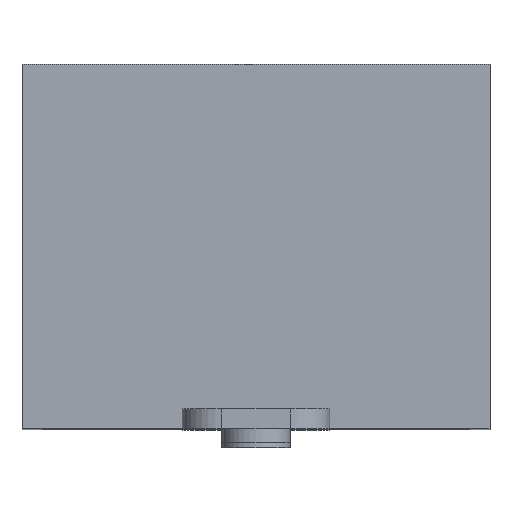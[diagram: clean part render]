
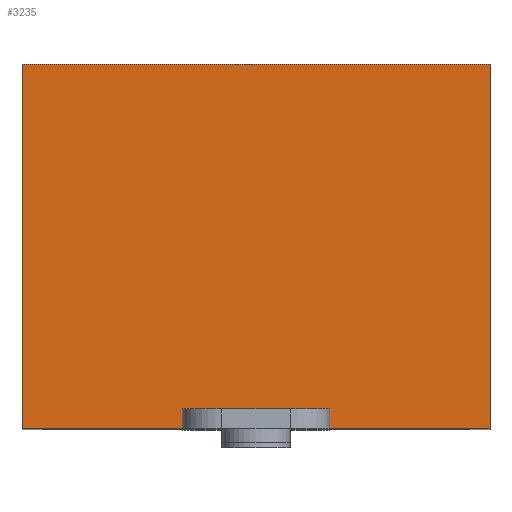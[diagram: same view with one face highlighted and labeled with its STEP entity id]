
A CAD part, top view. The second image highlights one B-rep face of the part: STEP entity #3235.
In plain terms, the highlighted planar face has unit normal (0, 0, 1).
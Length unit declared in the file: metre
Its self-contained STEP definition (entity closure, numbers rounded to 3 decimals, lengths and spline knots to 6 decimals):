
#18=LINE('',#4386,#460);
#276=LINE('',#4903,#718);
#302=LINE('',#4952,#744);
#304=LINE('',#4956,#746);
#305=LINE('',#4959,#747);
#306=LINE('',#4961,#748);
#307=LINE('',#4963,#749);
#308=LINE('',#4964,#750);
#460=VECTOR('',#3591,1.);
#718=VECTOR('',#3853,1.);
#744=VECTOR('',#3889,1.);
#746=VECTOR('',#3893,1.);
#747=VECTOR('',#3894,1.);
#748=VECTOR('',#3895,1.);
#749=VECTOR('',#3896,1.);
#750=VECTOR('',#3897,1.);
#908=PLANE('',#3411);
#1351=ORIENTED_EDGE('',*,*,#2261,.F.);
#1352=ORIENTED_EDGE('',*,*,#2262,.F.);
#1353=ORIENTED_EDGE('',*,*,#2263,.T.);
#1354=ORIENTED_EDGE('',*,*,#2264,.F.);
#1355=ORIENTED_EDGE('',*,*,#2259,.F.);
#1356=ORIENTED_EDGE('',*,*,#1975,.T.);
#1357=ORIENTED_EDGE('',*,*,#2233,.T.);
#1358=ORIENTED_EDGE('',*,*,#2265,.F.);
#1975=EDGE_CURVE('',#2436,#2435,#18,.T.);
#2233=EDGE_CURVE('',#2435,#2692,#276,.T.);
#2259=EDGE_CURVE('',#2436,#2711,#302,.T.);
#2261=EDGE_CURVE('',#2712,#2713,#304,.T.);
#2262=EDGE_CURVE('',#2714,#2712,#305,.T.);
#2263=EDGE_CURVE('',#2714,#2715,#306,.T.);
#2264=EDGE_CURVE('',#2711,#2715,#307,.T.);
#2265=EDGE_CURVE('',#2713,#2692,#308,.T.);
#2435=VERTEX_POINT('',#4385);
#2436=VERTEX_POINT('',#4387);
#2692=VERTEX_POINT('',#4902);
#2711=VERTEX_POINT('',#4953);
#2712=VERTEX_POINT('',#4957);
#2713=VERTEX_POINT('',#4958);
#2714=VERTEX_POINT('',#4960);
#2715=VERTEX_POINT('',#4962);
#2829=EDGE_LOOP('',(#1351,#1352,#1353,#1354,#1355,#1356,#1357,#1358));
#3059=FACE_BOUND('',#2829,.T.);
#3235=ADVANCED_FACE('',(#3059),#908,.T.);
#3411=AXIS2_PLACEMENT_3D('',#4955,#3891,#3892);
#3591=DIRECTION('',(-1.,0.,0.));
#3853=DIRECTION('',(0.,-1.,0.));
#3889=DIRECTION('',(0.,-1.,0.));
#3891=DIRECTION('',(0.,0.,1.));
#3892=DIRECTION('',(1.,0.,0.));
#3893=DIRECTION('',(0.,-1.,0.));
#3894=DIRECTION('',(-1.,0.,0.));
#3895=DIRECTION('',(0.,-1.,0.));
#3896=DIRECTION('',(-1.,0.,0.));
#3897=DIRECTION('',(-1.,0.,0.));
#4385=CARTESIAN_POINT('',(-0.02375,0.037,0.036));
#4386=CARTESIAN_POINT('',(0.,0.037,0.036));
#4387=CARTESIAN_POINT('',(0.02375,0.037,0.036));
#4902=CARTESIAN_POINT('',(-0.02375,0.,0.036));
#4903=CARTESIAN_POINT('',(-0.02375,0.035,0.036));
#4952=CARTESIAN_POINT('',(0.02375,0.035,0.036));
#4953=CARTESIAN_POINT('',(0.02375,0.,0.036));
#4955=CARTESIAN_POINT('',(0.,0.035,0.036));
#4956=CARTESIAN_POINT('',(-0.007494,0.002,0.036));
#4957=CARTESIAN_POINT('',(-0.007494,0.002,0.036));
#4958=CARTESIAN_POINT('',(-0.007494,0.,0.036));
#4959=CARTESIAN_POINT('',(0.,0.002,0.036));
#4960=CARTESIAN_POINT('',(0.007494,0.002,0.036));
#4961=CARTESIAN_POINT('',(0.007494,0.002,0.036));
#4962=CARTESIAN_POINT('',(0.007494,0.,0.036));
#4963=CARTESIAN_POINT('',(0.,0.,0.036));
#4964=CARTESIAN_POINT('',(0.,0.,0.036));
